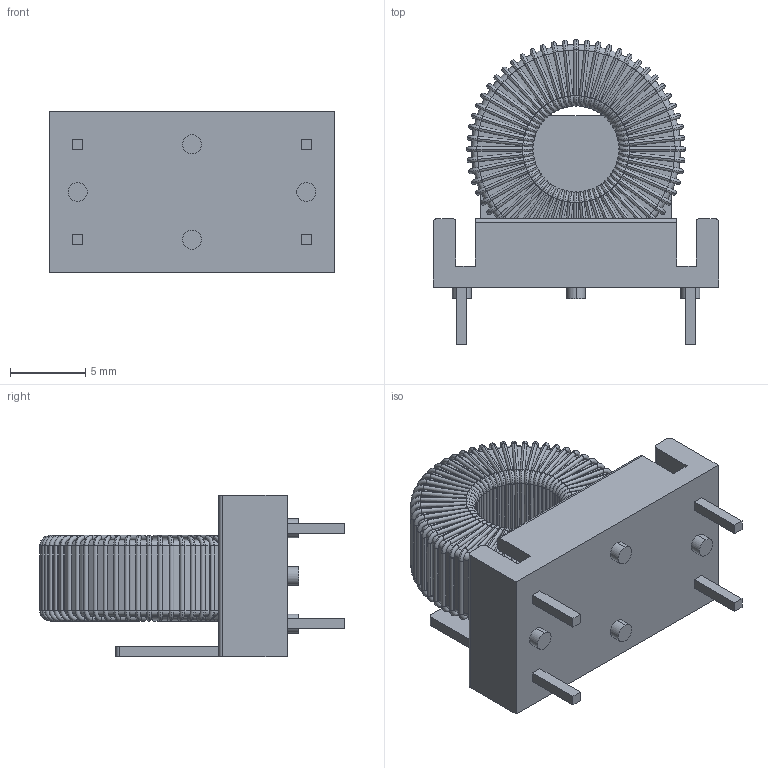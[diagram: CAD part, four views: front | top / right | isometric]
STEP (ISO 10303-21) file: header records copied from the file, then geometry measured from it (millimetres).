
FILE_DESCRIPTION (( 'STEP AP214' ), '1' );
FILE_NAME ('Toroidal Inductor.STEP', '2020-10-22T17:16:09', ( '' ), ( '' ), 'SwSTEP 2.0', 'SolidWorks 2020', '' );
FILE_SCHEMA (( 'AUTOMOTIVE_DESIGN' ));
Length unit declared in the file: inch
Products named in the file (1): Toroidal Inductor
Bounding box: 19.05 x 20.32 x 10.79 mm (x, y, z)
Volume: 1250.4 mm3; surface area: 2737.6 mm2
Topology: 63 solids, 63 shells, 1044 faces, 2362 edges, 1332 vertices
Faces by surface type: cylinder 503, torus 488, plane 53
Entity records: 42952 total; most frequent: DIRECTION 6194, CARTESIAN_POINT 4739, ORIENTED_EDGE 4724, AXIS2_PLACEMENT_3D 2787, EDGE_CURVE 2362, CIRCLE 1742, VERTEX_POINT 1332, EDGE_LOOP 1054
